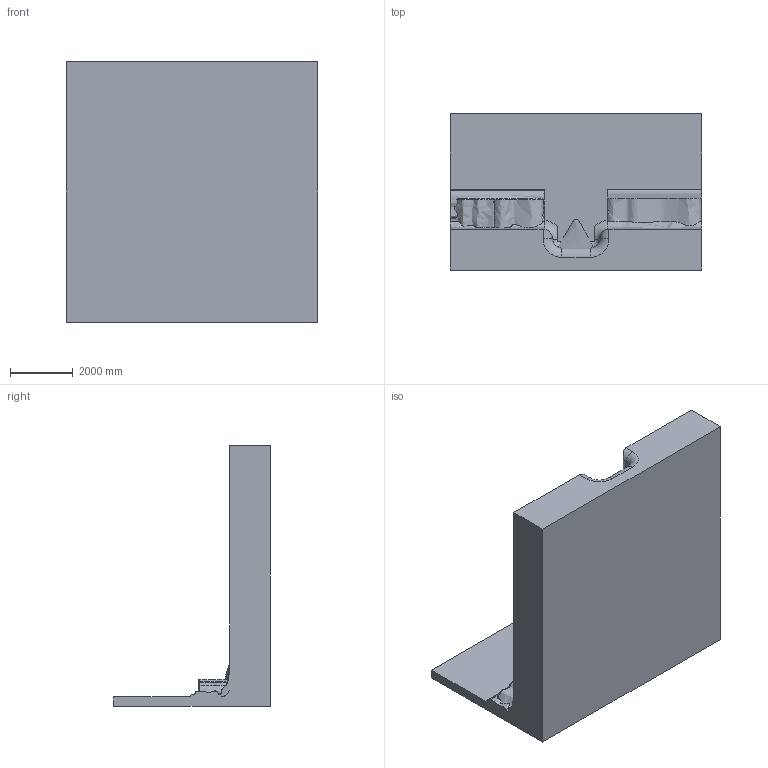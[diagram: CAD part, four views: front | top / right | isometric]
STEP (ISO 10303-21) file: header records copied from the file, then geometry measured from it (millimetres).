
FILE_DESCRIPTION (( 'STEP AP214' ), '1' );
FILE_NAME ('outlet.STEP', '2021-04-02T06:24:08', ( '' ), ( '' ), 'SwSTEP 2.0', 'SolidWorks 2017', '' );
FILE_SCHEMA (( 'AUTOMOTIVE_DESIGN' ));
Length unit declared in the file: millimetre
Products named in the file (1): outlet
Bounding box: 8000 x 5000 x 8300 mm (x, y, z)
Volume: 91026166541.1 mm3; surface area: 257305781 mm2
Topology: 2 solids, 4 shells, 79 faces, 204 edges, 125 vertices
Faces by surface type: bspline 29, plane 26, cylinder 18, torus 4, sphere 2
Entity records: 15860 total; most frequent: CARTESIAN_POINT 14020, ORIENTED_EDGE 402, DIRECTION 278, EDGE_CURVE 201, VERTEX_POINT 125, LINE 94, VECTOR 94, AXIS2_PLACEMENT_3D 92
